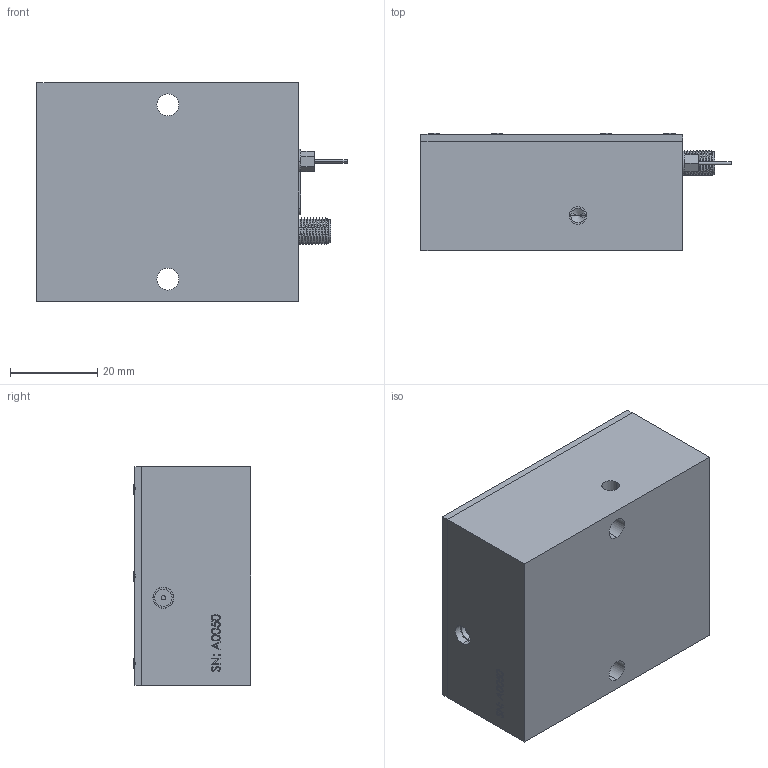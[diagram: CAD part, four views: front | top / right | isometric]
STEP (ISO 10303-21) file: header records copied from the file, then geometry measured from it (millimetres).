
FILE_DESCRIPTION (( 'STEP AP214' ), '1' );
FILE_NAME ('FPD510F_071122.STEP', '2007-11-22T07:32:44', ( 'Menlo' ), ( 'Menlo' ), 'SwSTEP 2.0', 'SolidWorks 2007', '' );
FILE_SCHEMA (( 'AUTOMOTIVE_DESIGN' ));
Length unit declared in the file: millimetre
Products named in the file (8): 313600_Standard; PIN-Diode_G8376; 316322_Pos2; 600238_FPD510F; FPD510F_071122; Countersunk Raised Head Cross Recess Screw_DIN_ISO 7047 - M2.5 x 6 - Z --- 6N; 600470_1_FPD510-F; SW3dPS-sma bulkhead straight jack_echt
Assembly tree (16 placements, depth 2):
  FPD510F_071122
    PIN-Diode_G8376
    Countersunk Raised Head Cross Recess Screw_DIN_ISO 7047 - M2.5 x 6 - Z --- 6N  x10
    SW3dPS-sma bulkhead straight jack_echt
    600470_1_FPD510-F
    313600_Standard
    316322_Pos2
    600238_FPD510F
Bounding box: 71.1 x 26.85 x 50 mm (x, y, z)
Volume: 78051.6 mm3; surface area: 22460.7 mm2
Topology: 17 solids, 17 shells, 2469 faces, 6428 edges, 4171 vertices
Faces by surface type: plane 1313, bspline 751, cone 189, cylinder 172, torus 24, sphere 20
Entity records: 119618 total; most frequent: CARTESIAN_POINT 53630, ORIENTED_EDGE 11008, DIRECTION 6994, EDGE_CURVE 5504, VERTEX_POINT 3649, VECTOR 3560, LINE 3560, EDGE_LOOP 2341
